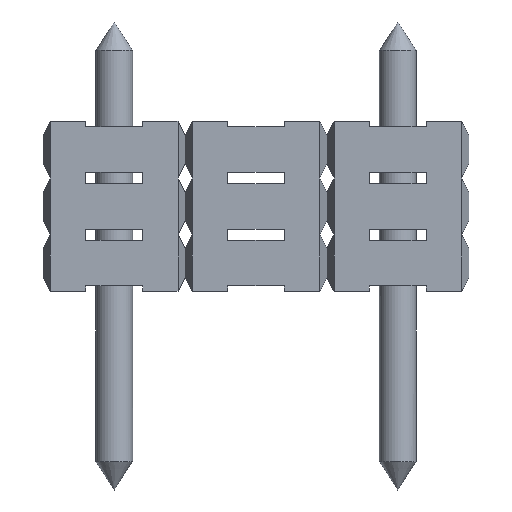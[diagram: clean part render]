
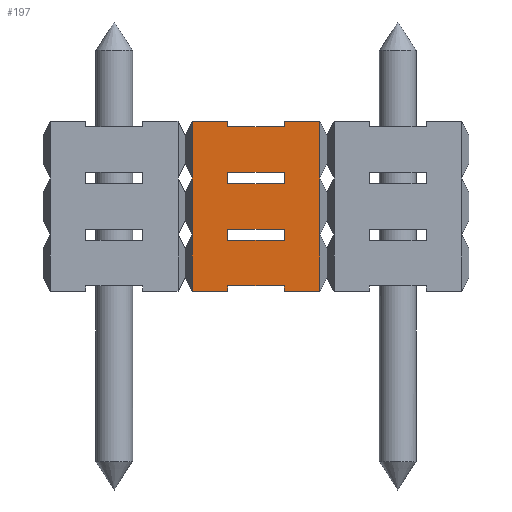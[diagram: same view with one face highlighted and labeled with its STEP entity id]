
A CAD part, front view. The second image highlights one B-rep face of the part: STEP entity #197.
In plain terms, the highlighted planar face has unit normal (0, -1, 0).
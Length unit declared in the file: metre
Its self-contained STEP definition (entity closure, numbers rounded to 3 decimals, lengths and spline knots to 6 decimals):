
#197=ADVANCED_FACE('',(#532,#533,#534),#535,.T.);
#532=FACE_BOUND('',#1043,.T.);
#533=FACE_OUTER_BOUND('',#1044,.T.);
#534=FACE_BOUND('',#1045,.T.);
#535=PLANE('',#1046);
#1043=EDGE_LOOP('',(#1592,#1593,#1594,#1595));
#1044=EDGE_LOOP('',(#1596,#1597,#1598,#1599,#1600,#1601,#1602,#1603,#1604,#1605,#1606,#1607,#1608,#1609,#1610,#1611));
#1045=EDGE_LOOP('',(#1612,#1613,#1614,#1615));
#1046=AXIS2_PLACEMENT_3D('',#1616,#1617,#1618);
#1592=ORIENTED_EDGE('',*,*,#2892,.T.);
#1593=ORIENTED_EDGE('',*,*,#2893,.T.);
#1594=ORIENTED_EDGE('',*,*,#2894,.T.);
#1595=ORIENTED_EDGE('',*,*,#2895,.T.);
#1596=ORIENTED_EDGE('',*,*,#2896,.F.);
#1597=ORIENTED_EDGE('',*,*,#2897,.F.);
#1598=ORIENTED_EDGE('',*,*,#2898,.F.);
#1599=ORIENTED_EDGE('',*,*,#2899,.T.);
#1600=ORIENTED_EDGE('',*,*,#2900,.T.);
#1601=ORIENTED_EDGE('',*,*,#2901,.T.);
#1602=ORIENTED_EDGE('',*,*,#2902,.T.);
#1603=ORIENTED_EDGE('',*,*,#2903,.T.);
#1604=ORIENTED_EDGE('',*,*,#2904,.F.);
#1605=ORIENTED_EDGE('',*,*,#2905,.F.);
#1606=ORIENTED_EDGE('',*,*,#2889,.F.);
#1607=ORIENTED_EDGE('',*,*,#2906,.T.);
#1608=ORIENTED_EDGE('',*,*,#2907,.T.);
#1609=ORIENTED_EDGE('',*,*,#2908,.T.);
#1610=ORIENTED_EDGE('',*,*,#2909,.T.);
#1611=ORIENTED_EDGE('',*,*,#2884,.T.);
#1612=ORIENTED_EDGE('',*,*,#2910,.T.);
#1613=ORIENTED_EDGE('',*,*,#2911,.T.);
#1614=ORIENTED_EDGE('',*,*,#2912,.T.);
#1615=ORIENTED_EDGE('',*,*,#2913,.T.);
#1616=CARTESIAN_POINT('',(0.11,-0.03466,-0.038506));
#1617=DIRECTION('',(0.0,-1.0,0.));
#1618=DIRECTION('',(0.0,0.,-1.0));
#2884=EDGE_CURVE('',#3425,#3423,#3426,.T.);
#2889=EDGE_CURVE('',#3431,#3433,#3434,.T.);
#2892=EDGE_CURVE('',#3437,#3438,#3439,.T.);
#2893=EDGE_CURVE('',#3438,#3440,#3441,.T.);
#2894=EDGE_CURVE('',#3440,#3442,#3443,.T.);
#2895=EDGE_CURVE('',#3442,#3437,#3444,.T.);
#2896=EDGE_CURVE('',#3445,#3423,#3446,.T.);
#2897=EDGE_CURVE('',#3447,#3445,#3448,.T.);
#2898=EDGE_CURVE('',#3449,#3447,#3450,.T.);
#2899=EDGE_CURVE('',#3449,#3451,#3452,.T.);
#2900=EDGE_CURVE('',#3451,#3453,#3454,.T.);
#2901=EDGE_CURVE('',#3453,#3455,#3456,.T.);
#2902=EDGE_CURVE('',#3455,#3457,#3458,.T.);
#2903=EDGE_CURVE('',#3457,#3459,#3460,.T.);
#2904=EDGE_CURVE('',#3461,#3459,#3462,.T.);
#2905=EDGE_CURVE('',#3433,#3461,#3463,.T.);
#2906=EDGE_CURVE('',#3431,#3464,#3465,.T.);
#2907=EDGE_CURVE('',#3464,#3466,#3467,.T.);
#2908=EDGE_CURVE('',#3466,#3468,#3469,.T.);
#2909=EDGE_CURVE('',#3468,#3425,#3470,.T.);
#2910=EDGE_CURVE('',#3471,#3472,#3473,.T.);
#2911=EDGE_CURVE('',#3472,#3474,#3475,.T.);
#2912=EDGE_CURVE('',#3474,#3476,#3477,.T.);
#2913=EDGE_CURVE('',#3476,#3471,#3478,.T.);
#3423=VERTEX_POINT('',#4172);
#3425=VERTEX_POINT('',#4175);
#3426=LINE('',#4176,#4177);
#3431=VERTEX_POINT('',#4184);
#3433=VERTEX_POINT('',#4187);
#3434=LINE('',#4188,#4189);
#3437=VERTEX_POINT('',#4193);
#3438=VERTEX_POINT('',#4194);
#3439=LINE('',#4195,#4196);
#3440=VERTEX_POINT('',#4197);
#3441=LINE('',#4198,#4199);
#3442=VERTEX_POINT('',#4200);
#3443=LINE('',#4201,#4202);
#3444=LINE('',#4203,#4204);
#3445=VERTEX_POINT('',#4205);
#3446=LINE('',#4206,#4207);
#3447=VERTEX_POINT('',#4208);
#3448=LINE('',#4209,#4210);
#3449=VERTEX_POINT('',#4211);
#3450=LINE('',#4212,#4213);
#3451=VERTEX_POINT('',#4214);
#3452=LINE('',#4215,#4216);
#3453=VERTEX_POINT('',#4217);
#3454=LINE('',#4218,#4219);
#3455=VERTEX_POINT('',#4220);
#3456=LINE('',#4221,#4222);
#3457=VERTEX_POINT('',#4223);
#3458=LINE('',#4224,#4225);
#3459=VERTEX_POINT('',#4226);
#3460=LINE('',#4227,#4228);
#3461=VERTEX_POINT('',#4229);
#3462=LINE('',#4230,#4231);
#3463=LINE('',#4232,#4233);
#3464=VERTEX_POINT('',#4234);
#3465=LINE('',#4235,#4236);
#3466=VERTEX_POINT('',#4237);
#3467=LINE('',#4238,#4239);
#3468=VERTEX_POINT('',#4240);
#3469=LINE('',#4241,#4242);
#3470=LINE('',#4243,#4244);
#3471=VERTEX_POINT('',#4245);
#3472=VERTEX_POINT('',#4246);
#3473=LINE('',#4247,#4248);
#3474=VERTEX_POINT('',#4249);
#3475=LINE('',#4250,#4251);
#3476=VERTEX_POINT('',#4252);
#3477=LINE('',#4253,#4254);
#3478=LINE('',#4255,#4256);
#4172=CARTESIAN_POINT('',(0.1034,-0.03466,0.));
#4175=CARTESIAN_POINT('',(0.10465,-0.03466,0.));
#4176=CARTESIAN_POINT('',(0.1034,-0.03466,0.));
#4177=VECTOR('',#5179,1.0);
#4184=CARTESIAN_POINT('',(0.1079,-0.03466,0.));
#4187=CARTESIAN_POINT('',(0.1079,-0.03466,-0.002));
#4188=CARTESIAN_POINT('',(0.1079,-0.03466,-0.038506));
#4189=VECTOR('',#5183,1.0);
#4193=CARTESIAN_POINT('',(0.10465,-0.03466,-0.0038));
#4194=CARTESIAN_POINT('',(0.10665,-0.03466,-0.0038));
#4195=CARTESIAN_POINT('',(0.10665,-0.03466,-0.0038));
#4196=VECTOR('',#5185,1.0);
#4197=CARTESIAN_POINT('',(0.10665,-0.03466,-0.0042));
#4198=CARTESIAN_POINT('',(0.10665,-0.03466,-0.004));
#4199=VECTOR('',#5186,1.0);
#4200=CARTESIAN_POINT('',(0.10465,-0.03466,-0.0042));
#4201=CARTESIAN_POINT('',(0.10465,-0.03466,-0.0042));
#4202=VECTOR('',#5187,1.0);
#4203=CARTESIAN_POINT('',(0.10465,-0.03466,-0.0038));
#4204=VECTOR('',#5188,1.0);
#4205=CARTESIAN_POINT('',(0.1034,-0.03466,-0.002));
#4206=CARTESIAN_POINT('',(0.1034,-0.03466,-0.038506));
#4207=VECTOR('',#5189,1.0);
#4208=CARTESIAN_POINT('',(0.1034,-0.03466,-0.004));
#4209=CARTESIAN_POINT('',(0.1034,-0.03466,-0.040506));
#4210=VECTOR('',#5190,1.0);
#4211=CARTESIAN_POINT('',(0.1034,-0.03466,-0.006));
#4212=CARTESIAN_POINT('',(0.1034,-0.03466,-0.042506));
#4213=VECTOR('',#5191,1.0);
#4214=CARTESIAN_POINT('',(0.10465,-0.03466,-0.006));
#4215=CARTESIAN_POINT('',(0.10465,-0.03466,-0.006));
#4216=VECTOR('',#5192,1.0);
#4217=CARTESIAN_POINT('',(0.10465,-0.03466,-0.0058));
#4218=CARTESIAN_POINT('',(0.10465,-0.03466,-0.0058));
#4219=VECTOR('',#5193,1.0);
#4220=CARTESIAN_POINT('',(0.10665,-0.03466,-0.0058));
#4221=CARTESIAN_POINT('',(0.10665,-0.03466,-0.0058));
#4222=VECTOR('',#5194,1.0);
#4223=CARTESIAN_POINT('',(0.10665,-0.03466,-0.006));
#4224=CARTESIAN_POINT('',(0.10665,-0.03466,-0.006));
#4225=VECTOR('',#5195,1.0);
#4226=CARTESIAN_POINT('',(0.1079,-0.03466,-0.006));
#4227=CARTESIAN_POINT('',(0.1079,-0.03466,-0.006));
#4228=VECTOR('',#5196,1.0);
#4229=CARTESIAN_POINT('',(0.1079,-0.03466,-0.004));
#4230=CARTESIAN_POINT('',(0.1079,-0.03466,-0.042506));
#4231=VECTOR('',#5197,1.0);
#4232=CARTESIAN_POINT('',(0.1079,-0.03466,-0.040506));
#4233=VECTOR('',#5198,1.0);
#4234=CARTESIAN_POINT('',(0.10665,-0.03466,0.));
#4235=CARTESIAN_POINT('',(0.10665,-0.03466,0.));
#4236=VECTOR('',#5199,1.0);
#4237=CARTESIAN_POINT('',(0.10665,-0.03466,-0.0002));
#4238=CARTESIAN_POINT('',(0.10665,-0.03466,-0.0002));
#4239=VECTOR('',#5200,1.0);
#4240=CARTESIAN_POINT('',(0.10465,-0.03466,-0.0002));
#4241=CARTESIAN_POINT('',(0.10465,-0.03466,-0.0002));
#4242=VECTOR('',#5201,1.0);
#4243=CARTESIAN_POINT('',(0.10465,-0.03466,0.));
#4244=VECTOR('',#5202,1.0);
#4245=CARTESIAN_POINT('',(0.10665,-0.03466,-0.0018));
#4246=CARTESIAN_POINT('',(0.10665,-0.03466,-0.0022));
#4247=CARTESIAN_POINT('',(0.10665,-0.03466,-0.002));
#4248=VECTOR('',#5203,1.0);
#4249=CARTESIAN_POINT('',(0.10465,-0.03466,-0.0022));
#4250=CARTESIAN_POINT('',(0.10465,-0.03466,-0.0022));
#4251=VECTOR('',#5204,1.0);
#4252=CARTESIAN_POINT('',(0.10465,-0.03466,-0.0018));
#4253=CARTESIAN_POINT('',(0.10465,-0.03466,-0.0018));
#4254=VECTOR('',#5205,1.0);
#4255=CARTESIAN_POINT('',(0.10665,-0.03466,-0.0018));
#4256=VECTOR('',#5206,1.0);
#5179=DIRECTION('',(-1.0,-0.0,0.0));
#5183=DIRECTION('',(0.,0.,-1.0));
#5185=DIRECTION('',(1.0,0.0,0.0));
#5186=DIRECTION('',(0.0,0.,-1.0));
#5187=DIRECTION('',(-1.0,-0.0,0.0));
#5188=DIRECTION('',(0.0,0.,1.0));
#5189=DIRECTION('',(0.,0.,1.0));
#5190=DIRECTION('',(0.,0.,1.0));
#5191=DIRECTION('',(0.,0.,1.0));
#5192=DIRECTION('',(1.0,0.0,0.0));
#5193=DIRECTION('',(0.0,0.,1.0));
#5194=DIRECTION('',(1.0,0.0,0.0));
#5195=DIRECTION('',(0.0,0.,-1.0));
#5196=DIRECTION('',(1.0,0.0,0.0));
#5197=DIRECTION('',(0.,0.,-1.0));
#5198=DIRECTION('',(0.,0.,-1.0));
#5199=DIRECTION('',(-1.0,-0.0,0.0));
#5200=DIRECTION('',(0.0,0.,-1.0));
#5201=DIRECTION('',(-1.0,-0.0,0.0));
#5202=DIRECTION('',(0.0,0.,1.0));
#5203=DIRECTION('',(0.0,0.,-1.0));
#5204=DIRECTION('',(-1.0,-0.0,0.0));
#5205=DIRECTION('',(0.0,0.,1.0));
#5206=DIRECTION('',(1.0,0.0,0.0));
